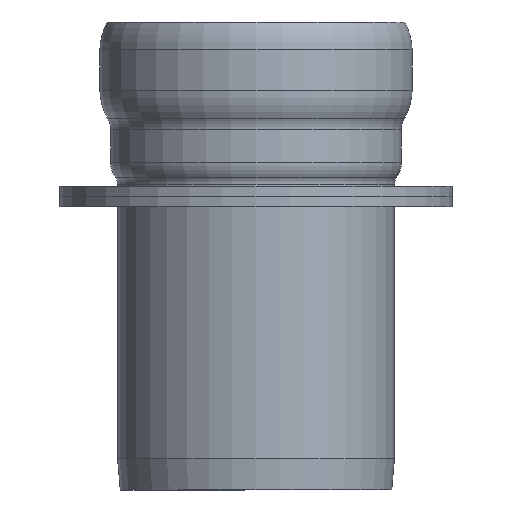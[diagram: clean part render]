
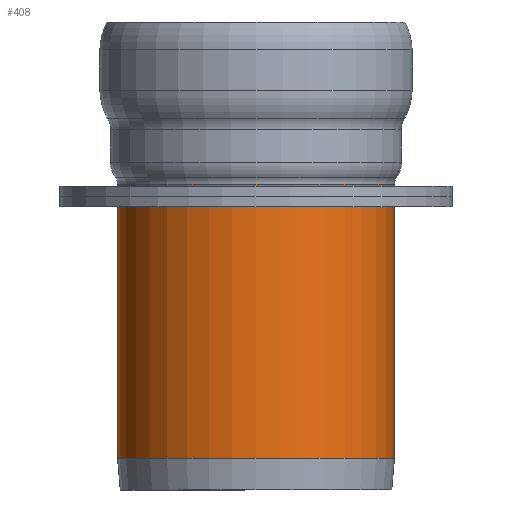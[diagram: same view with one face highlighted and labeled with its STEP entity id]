
A CAD part, front view. The second image highlights one B-rep face of the part: STEP entity #408.
In plain terms, the highlighted cylindrical face has radius 1095 mm (diameter 2190 mm), a full revolution.
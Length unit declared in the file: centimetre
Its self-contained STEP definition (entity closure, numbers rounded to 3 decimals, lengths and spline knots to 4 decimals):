
#35=LINE('',#693,#47);
#47=VECTOR('',#531,109.5);
#59=CYLINDRICAL_SURFACE('',#444,109.5);
#70=FACE_OUTER_BOUND('',#98,.T.);
#98=EDGE_LOOP('',(#282,#283,#284,#285,#286));
#133=CIRCLE('',#442,109.5);
#134=CIRCLE('',#443,109.5);
#135=CIRCLE('',#445,109.5);
#180=VERTEX_POINT('',#685);
#181=VERTEX_POINT('',#687);
#182=VERTEX_POINT('',#691);
#219=EDGE_CURVE('',#181,#180,#133,.T.);
#220=EDGE_CURVE('',#180,#181,#134,.T.);
#221=EDGE_CURVE('',#182,#182,#135,.T.);
#222=EDGE_CURVE('',#182,#181,#35,.T.);
#282=ORIENTED_EDGE('',*,*,#221,.F.);
#283=ORIENTED_EDGE('',*,*,#222,.T.);
#284=ORIENTED_EDGE('',*,*,#219,.T.);
#285=ORIENTED_EDGE('',*,*,#220,.T.);
#286=ORIENTED_EDGE('',*,*,#222,.F.);
#408=ADVANCED_FACE('',(#70),#59,.T.);
#442=AXIS2_PLACEMENT_3D('',#688,#523,#524);
#443=AXIS2_PLACEMENT_3D('',#689,#525,#526);
#444=AXIS2_PLACEMENT_3D('',#690,#527,#528);
#445=AXIS2_PLACEMENT_3D('',#692,#529,#530);
#523=DIRECTION('center_axis',(0.,0.,
-1.));
#524=DIRECTION('ref_axis',(1.,0.,0.));
#525=DIRECTION('center_axis',(0.,0.,
-1.));
#526=DIRECTION('ref_axis',(1.,0.,0.));
#527=DIRECTION('center_axis',(0.,0.,
-1.));
#528=DIRECTION('ref_axis',(1.,0.,0.));
#529=DIRECTION('center_axis',(0.,0.,
-1.));
#530=DIRECTION('ref_axis',(1.,0.,0.));
#531=DIRECTION('',(0.,0.,1.));
#685=CARTESIAN_POINT('',(0.,-109.5,241.6999));
#687=CARTESIAN_POINT('',(-109.5,0.,241.6999));
#688=CARTESIAN_POINT('Origin',(0.,0.,
241.6999));
#689=CARTESIAN_POINT('Origin',(0.,0.,
241.6999));
#690=CARTESIAN_POINT('Origin',(0.,0.,
133.3499));
#691=CARTESIAN_POINT('',(-109.5,0.,25.));
#692=CARTESIAN_POINT('Origin',(0.,0.,25.));
#693=CARTESIAN_POINT('',(-109.5,0.,133.3499));
